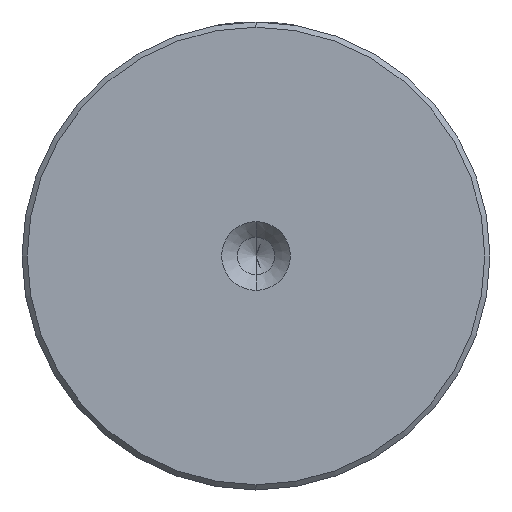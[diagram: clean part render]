
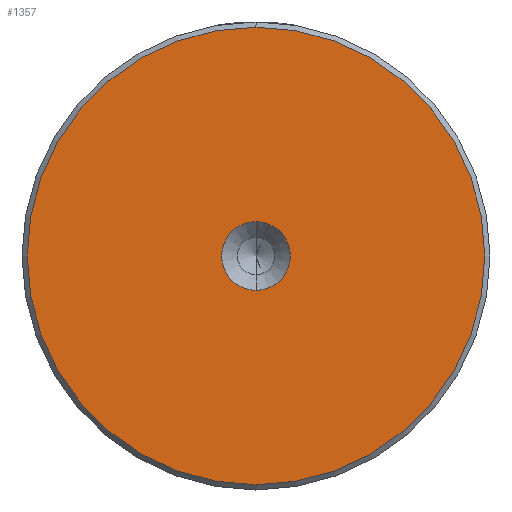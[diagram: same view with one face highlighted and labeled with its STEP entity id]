
A CAD part, left-side view. The second image highlights one B-rep face of the part: STEP entity #1357.
In plain terms, the highlighted planar face has unit normal (-1, 0, 0).
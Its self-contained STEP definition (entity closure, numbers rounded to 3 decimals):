
#147 = DIRECTION ( 'NONE',  ( 0., 0., 1. ) ) ;
#289 = VERTEX_POINT ( 'NONE', #1223 ) ;
#312 = EDGE_LOOP ( 'NONE', ( #700, #528 ) ) ;
#323 = EDGE_CURVE ( 'NONE', #1589, #289, #835, .T. ) ;
#346 = DIRECTION ( 'NONE',  ( -1., 0., 0. ) ) ;
#353 = AXIS2_PLACEMENT_3D ( 'NONE', #2103, #1006, #2280 ) ;
#438 = AXIS2_PLACEMENT_3D ( 'NONE', #920, #915, #907 ) ;
#528 = ORIENTED_EDGE ( 'NONE', *, *, #1309, .T. ) ;
#700 = ORIENTED_EDGE ( 'NONE', *, *, #1532, .T. ) ;
#702 = PLANE ( 'NONE',  #1557 ) ;
#715 = DIRECTION ( 'NONE',  ( 0., 0., 1. ) ) ;
#724 = VERTEX_POINT ( 'NONE', #1543 ) ;
#835 = CIRCLE ( 'NONE', #438, 3.3 ) ;
#869 = EDGE_LOOP ( 'NONE', ( #1303, #2160 ) ) ;
#907 = DIRECTION ( 'NONE',  ( 0., 0., 1. ) ) ;
#915 = DIRECTION ( 'NONE',  ( -1., 0., 0. ) ) ;
#920 = CARTESIAN_POINT ( 'NONE',  ( 0., 0., 0. ) ) ;
#949 = FACE_OUTER_BOUND ( 'NONE', #312, .T. ) ;
#1006 = DIRECTION ( 'NONE',  ( -1., 0., 0. ) ) ;
#1041 = CARTESIAN_POINT ( 'NONE',  ( 0., 0., 0. ) ) ;
#1145 = AXIS2_PLACEMENT_3D ( 'NONE', #2303, #1212, #147 ) ;
#1212 = DIRECTION ( 'NONE',  ( -1., 0., 0. ) ) ;
#1223 = CARTESIAN_POINT ( 'NONE',  ( 0., 0., -3.3 ) ) ;
#1231 = VERTEX_POINT ( 'NONE', #1916 ) ;
#1233 = CARTESIAN_POINT ( 'NONE',  ( 0., 0., 3.3 ) ) ;
#1303 = ORIENTED_EDGE ( 'NONE', *, *, #323, .F. ) ;
#1309 = EDGE_CURVE ( 'NONE', #724, #1231, #2092, .T. ) ;
#1353 = AXIS2_PLACEMENT_3D ( 'NONE', #1385, #346, #1561 ) ;
#1357 = ADVANCED_FACE ( 'NONE', ( #949, #1432 ), #702, .T. ) ;
#1385 = CARTESIAN_POINT ( 'NONE',  ( 0., 0., 0. ) ) ;
#1432 = FACE_BOUND ( 'NONE', #869, .T. ) ;
#1485 = EDGE_CURVE ( 'NONE', #289, #1589, #1674, .T. ) ;
#1532 = EDGE_CURVE ( 'NONE', #1231, #724, #1622, .T. ) ;
#1543 = CARTESIAN_POINT ( 'NONE',  ( 0., 0., 22. ) ) ;
#1557 = AXIS2_PLACEMENT_3D ( 'NONE', #1041, #1774, #715 ) ;
#1561 = DIRECTION ( 'NONE',  ( 0., 0., 1. ) ) ;
#1589 = VERTEX_POINT ( 'NONE', #1233 ) ;
#1622 = CIRCLE ( 'NONE', #1145, 22. ) ;
#1674 = CIRCLE ( 'NONE', #353, 3.3 ) ;
#1774 = DIRECTION ( 'NONE',  ( -1., 0., 0. ) ) ;
#1916 = CARTESIAN_POINT ( 'NONE',  ( 0., 0., -22. ) ) ;
#2092 = CIRCLE ( 'NONE', #1353, 22. ) ;
#2103 = CARTESIAN_POINT ( 'NONE',  ( 0., 0., 0. ) ) ;
#2160 = ORIENTED_EDGE ( 'NONE', *, *, #1485, .F. ) ;
#2280 = DIRECTION ( 'NONE',  ( 0., 0., 1. ) ) ;
#2303 = CARTESIAN_POINT ( 'NONE',  ( 0., 0., 0. ) ) ;
